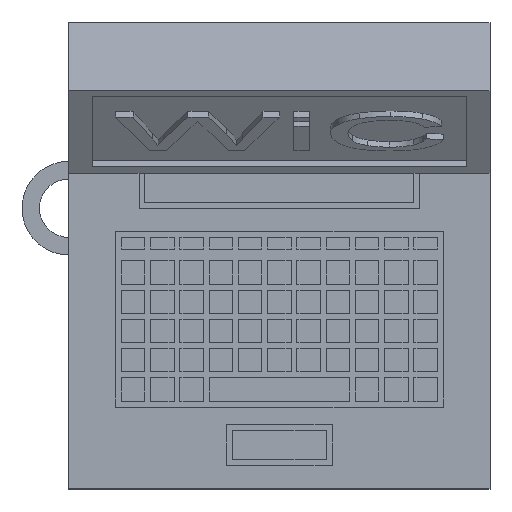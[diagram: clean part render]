
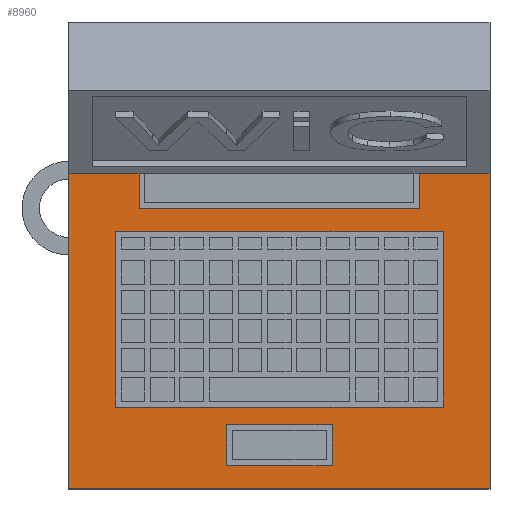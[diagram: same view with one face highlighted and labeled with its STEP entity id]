
A CAD part, top view. The second image highlights one B-rep face of the part: STEP entity #8960.
In plain terms, the highlighted planar face has unit normal (0, 0, 1).
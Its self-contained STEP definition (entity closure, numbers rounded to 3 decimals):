
#358=FACE_BOUND('',#1347,.T.);
#359=FACE_BOUND('',#1348,.T.);
#778=FACE_OUTER_BOUND('',#1346,.T.);
#1346=EDGE_LOOP('',(#7776,#7777,#7778,#7779,#7780,#7781,#7782,#7783));
#1347=EDGE_LOOP('',(#7784,#7785,#7786,#7787));
#1348=EDGE_LOOP('',(#7788,#7789,#7790,#7791));
#1441=LINE('',#11388,#2503);
#1804=LINE('',#14018,#2866);
#2420=LINE('',#15262,#3482);
#2424=LINE('',#15269,#3486);
#2426=LINE('',#15272,#3488);
#2428=LINE('',#15277,#3490);
#2429=LINE('',#15279,#3491);
#2430=LINE('',#15281,#3492);
#2431=LINE('',#15283,#3493);
#2432=LINE('',#15285,#3494);
#2433=LINE('',#15287,#3495);
#2434=LINE('',#15288,#3496);
#2435=LINE('',#15291,#3497);
#2436=LINE('',#15293,#3498);
#2437=LINE('',#15295,#3499);
#2438=LINE('',#15296,#3500);
#2503=VECTOR('',#9498,10.);
#2866=VECTOR('',#10061,10.);
#3482=VECTOR('',#11109,10.);
#3486=VECTOR('',#11115,10.);
#3488=VECTOR('',#11119,10.);
#3490=VECTOR('',#11125,10.);
#3491=VECTOR('',#11126,10.);
#3492=VECTOR('',#11127,10.);
#3493=VECTOR('',#11128,10.);
#3494=VECTOR('',#11129,10.);
#3495=VECTOR('',#11130,10.);
#3496=VECTOR('',#11131,10.);
#3497=VECTOR('',#11132,10.);
#3498=VECTOR('',#11133,10.);
#3499=VECTOR('',#11134,10.);
#3500=VECTOR('',#11135,10.);
#3573=VERTEX_POINT('',#11386);
#3574=VERTEX_POINT('',#11387);
#3940=VERTEX_POINT('',#14016);
#3941=VERTEX_POINT('',#14017);
#4352=VERTEX_POINT('',#15260);
#4353=VERTEX_POINT('',#15261);
#4356=VERTEX_POINT('',#15276);
#4357=VERTEX_POINT('',#15278);
#4358=VERTEX_POINT('',#15280);
#4359=VERTEX_POINT('',#15282);
#4360=VERTEX_POINT('',#15284);
#4361=VERTEX_POINT('',#15286);
#4362=VERTEX_POINT('',#15289);
#4363=VERTEX_POINT('',#15290);
#4364=VERTEX_POINT('',#15292);
#4365=VERTEX_POINT('',#15294);
#4409=EDGE_CURVE('',#3573,#3574,#1441,.T.);
#4954=EDGE_CURVE('',#3940,#3941,#1804,.T.);
#5570=EDGE_CURVE('',#4352,#4353,#2420,.T.);
#5574=EDGE_CURVE('',#3941,#4352,#2424,.T.);
#5576=EDGE_CURVE('',#4353,#3940,#2426,.T.);
#5578=EDGE_CURVE('',#3574,#4356,#2428,.T.);
#5579=EDGE_CURVE('',#4356,#4357,#2429,.T.);
#5580=EDGE_CURVE('',#4357,#4358,#2430,.T.);
#5581=EDGE_CURVE('',#4358,#4359,#2431,.T.);
#5582=EDGE_CURVE('',#4359,#4360,#2432,.T.);
#5583=EDGE_CURVE('',#4360,#4361,#2433,.T.);
#5584=EDGE_CURVE('',#4361,#3573,#2434,.T.);
#5585=EDGE_CURVE('',#4362,#4363,#2435,.T.);
#5586=EDGE_CURVE('',#4363,#4364,#2436,.T.);
#5587=EDGE_CURVE('',#4364,#4365,#2437,.T.);
#5588=EDGE_CURVE('',#4365,#4362,#2438,.T.);
#7776=ORIENTED_EDGE('',*,*,#4409,.T.);
#7777=ORIENTED_EDGE('',*,*,#5578,.T.);
#7778=ORIENTED_EDGE('',*,*,#5579,.T.);
#7779=ORIENTED_EDGE('',*,*,#5580,.T.);
#7780=ORIENTED_EDGE('',*,*,#5581,.T.);
#7781=ORIENTED_EDGE('',*,*,#5582,.T.);
#7782=ORIENTED_EDGE('',*,*,#5583,.T.);
#7783=ORIENTED_EDGE('',*,*,#5584,.T.);
#7784=ORIENTED_EDGE('',*,*,#5574,.T.);
#7785=ORIENTED_EDGE('',*,*,#5570,.T.);
#7786=ORIENTED_EDGE('',*,*,#5576,.T.);
#7787=ORIENTED_EDGE('',*,*,#4954,.T.);
#7788=ORIENTED_EDGE('',*,*,#5585,.T.);
#7789=ORIENTED_EDGE('',*,*,#5586,.T.);
#7790=ORIENTED_EDGE('',*,*,#5587,.T.);
#7791=ORIENTED_EDGE('',*,*,#5588,.T.);
#8467=PLANE('',#9385);
#8960=ADVANCED_FACE('',(#778,#358,#359),#8467,.T.);
#9385=AXIS2_PLACEMENT_3D('',#15275,#11123,#11124);
#9498=DIRECTION('',(0.,-1.,0.));
#10061=DIRECTION('',(1.,0.,0.));
#11109=DIRECTION('',(-1.,0.,0.));
#11115=DIRECTION('',(0.,-1.,0.));
#11119=DIRECTION('',(0.,1.,0.));
#11123=DIRECTION('center_axis',(0.,0.,1.));
#11124=DIRECTION('ref_axis',(1.,0.,0.));
#11125=DIRECTION('',(1.,0.,0.));
#11126=DIRECTION('',(0.,1.,0.));
#11127=DIRECTION('',(-1.,0.,0.));
#11128=DIRECTION('',(0.,-1.,0.));
#11129=DIRECTION('',(-1.,0.,0.));
#11130=DIRECTION('',(0.,1.,0.));
#11131=DIRECTION('',(-1.,0.,0.));
#11132=DIRECTION('',(0.,1.,0.));
#11133=DIRECTION('',(1.,0.,0.));
#11134=DIRECTION('',(0.,-1.,0.));
#11135=DIRECTION('',(-1.,0.,0.));
#11386=CARTESIAN_POINT('',(0.,27.,6.));
#11387=CARTESIAN_POINT('',(0.,0.,6.));
#11388=CARTESIAN_POINT('',(0.,27.,6.));
#14016=CARTESIAN_POINT('',(4.,22.,6.));
#14017=CARTESIAN_POINT('',(32.,22.,6.));
#14018=CARTESIAN_POINT('',(11.,22.,6.));
#15260=CARTESIAN_POINT('',(32.,7.,6.));
#15261=CARTESIAN_POINT('',(4.,7.,6.));
#15262=CARTESIAN_POINT('',(25.,7.,6.));
#15269=CARTESIAN_POINT('',(32.,16.75,6.));
#15272=CARTESIAN_POINT('',(4.,16.75,6.));
#15275=CARTESIAN_POINT('Origin',(18.,13.5,6.));
#15276=CARTESIAN_POINT('',(36.,0.,6.));
#15277=CARTESIAN_POINT('',(0.,0.,6.));
#15278=CARTESIAN_POINT('',(36.,27.,6.));
#15279=CARTESIAN_POINT('',(36.,0.,6.));
#15280=CARTESIAN_POINT('',(30.,27.,6.));
#15281=CARTESIAN_POINT('',(36.,27.,6.));
#15282=CARTESIAN_POINT('',(30.,24.,6.));
#15283=CARTESIAN_POINT('',(30.,20.25,6.));
#15284=CARTESIAN_POINT('',(6.,24.,6.));
#15285=CARTESIAN_POINT('',(24.,24.,6.));
#15286=CARTESIAN_POINT('',(6.,27.,6.));
#15287=CARTESIAN_POINT('',(6.,18.75,6.));
#15288=CARTESIAN_POINT('',(36.,27.,6.));
#15289=CARTESIAN_POINT('',(13.5,2.,6.));
#15290=CARTESIAN_POINT('',(13.5,5.5,6.));
#15291=CARTESIAN_POINT('',(13.5,7.75,6.));
#15292=CARTESIAN_POINT('',(22.5,5.5,6.));
#15293=CARTESIAN_POINT('',(15.75,5.5,6.));
#15294=CARTESIAN_POINT('',(22.5,2.,6.));
#15295=CARTESIAN_POINT('',(22.5,9.5,6.));
#15296=CARTESIAN_POINT('',(20.25,2.,6.));
